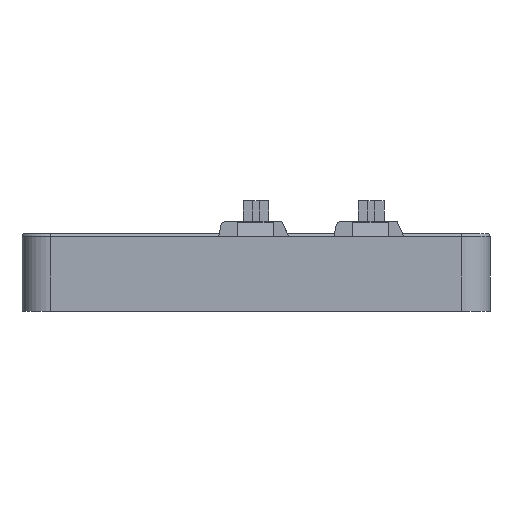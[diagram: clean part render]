
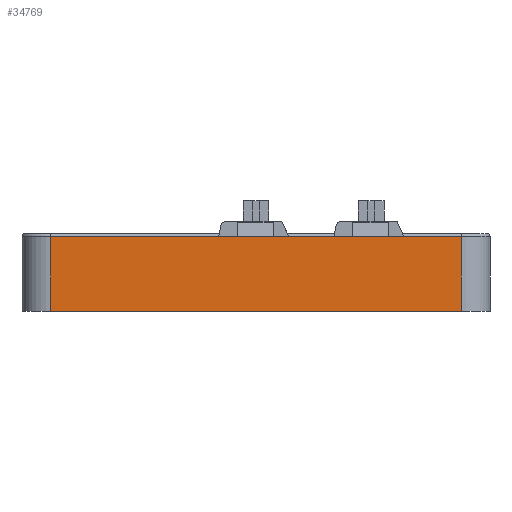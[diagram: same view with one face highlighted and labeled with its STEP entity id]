
A CAD part, left-side view. The second image highlights one B-rep face of the part: STEP entity #34769.
In plain terms, the highlighted planar face has unit normal (-1, 0, 0).
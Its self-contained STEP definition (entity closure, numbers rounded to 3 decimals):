
#4453=FACE_OUTER_BOUND('',#6461,.T.);
#6461=EDGE_LOOP('',(#29292,#29293,#29294,#29295));
#9739=LINE('',#54948,#13183);
#9752=LINE('',#54981,#13196);
#9757=LINE('',#55003,#13201);
#9782=LINE('',#55063,#13226);
#13183=VECTOR('',#43671,10.);
#13196=VECTOR('',#43694,10.);
#13201=VECTOR('',#43717,10.);
#13226=VECTOR('',#43784,10.);
#16261=VERTEX_POINT('',#54945);
#16262=VERTEX_POINT('',#54947);
#16277=VERTEX_POINT('',#54979);
#16285=VERTEX_POINT('',#55001);
#20738=EDGE_CURVE('',#16261,#16262,#9739,.T.);
#20755=EDGE_CURVE('',#16277,#16261,#9752,.T.);
#20766=EDGE_CURVE('',#16285,#16277,#9757,.T.);
#20796=EDGE_CURVE('',#16262,#16285,#9782,.T.);
#29292=ORIENTED_EDGE('',*,*,#20738,.F.);
#29293=ORIENTED_EDGE('',*,*,#20755,.F.);
#29294=ORIENTED_EDGE('',*,*,#20766,.F.);
#29295=ORIENTED_EDGE('',*,*,#20796,.F.);
#33202=PLANE('',#37244);
#34769=ADVANCED_FACE('',(#4453),#33202,.T.);
#37244=AXIS2_PLACEMENT_3D('',#55062,#43782,#43783);
#43671=DIRECTION('',(0.,0.,-1.));
#43694=DIRECTION('',(0.,-1.,0.));
#43717=DIRECTION('',(0.,0.,1.));
#43782=DIRECTION('center_axis',(-1.,0.,0.));
#43783=DIRECTION('ref_axis',(0.,-1.,0.));
#43784=DIRECTION('',(0.,1.,0.));
#54945=CARTESIAN_POINT('',(-27.613,-32.1,13.));
#54947=CARTESIAN_POINT('',(-27.613,-32.1,0.));
#54948=CARTESIAN_POINT('',(-27.613,-32.1,0.));
#54979=CARTESIAN_POINT('',(-27.613,39.2,13.));
#54981=CARTESIAN_POINT('',(-27.613,-37.1,13.));
#55001=CARTESIAN_POINT('',(-27.613,39.2,0.));
#55003=CARTESIAN_POINT('',(-27.613,39.2,0.));
#55062=CARTESIAN_POINT('Origin',(-27.613,44.2,0.));
#55063=CARTESIAN_POINT('',(-27.613,-37.1,0.));
